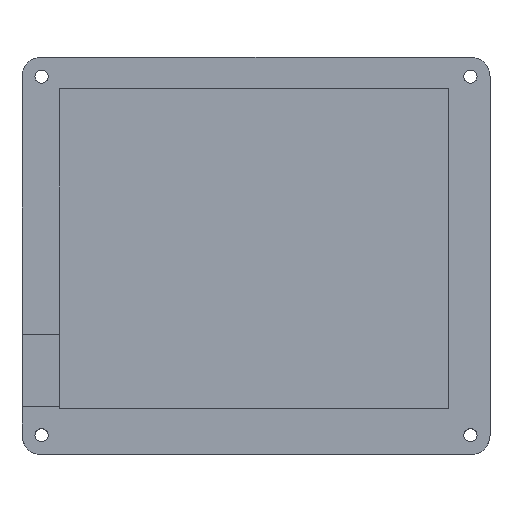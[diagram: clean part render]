
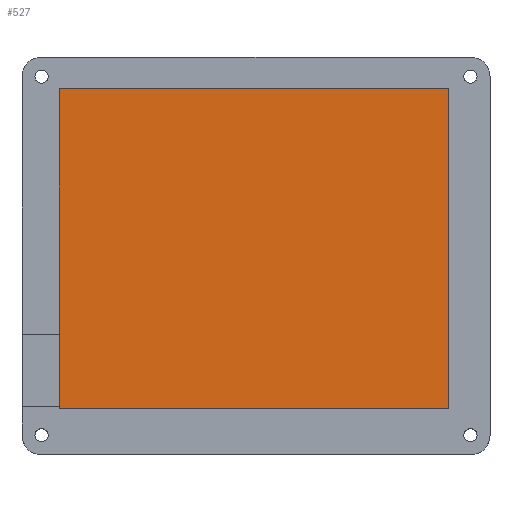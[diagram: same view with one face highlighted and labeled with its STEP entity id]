
A CAD part, top view. The second image highlights one B-rep face of the part: STEP entity #527.
In plain terms, the highlighted planar face has unit normal (0, 0, 1).
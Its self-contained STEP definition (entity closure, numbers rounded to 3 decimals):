
#37=PLANE('',#584);
#59=FACE_OUTER_BOUND('',#93,.T.);
#93=EDGE_LOOP('',(#421,#422,#423,#424));
#151=LINE('',#868,#199);
#152=LINE('',#870,#200);
#153=LINE('',#872,#201);
#154=LINE('',#873,#202);
#199=VECTOR('',#697,10.);
#200=VECTOR('',#698,10.);
#201=VECTOR('',#699,10.);
#202=VECTOR('',#700,10.);
#273=VERTEX_POINT('',#866);
#274=VERTEX_POINT('',#867);
#275=VERTEX_POINT('',#869);
#276=VERTEX_POINT('',#871);
#331=EDGE_CURVE('',#273,#274,#151,.T.);
#332=EDGE_CURVE('',#275,#273,#152,.T.);
#333=EDGE_CURVE('',#276,#275,#153,.T.);
#334=EDGE_CURVE('',#274,#276,#154,.T.);
#421=ORIENTED_EDGE('',*,*,#331,.F.);
#422=ORIENTED_EDGE('',*,*,#332,.F.);
#423=ORIENTED_EDGE('',*,*,#333,.F.);
#424=ORIENTED_EDGE('',*,*,#334,.F.);
#527=ADVANCED_FACE('',(#59),#37,.T.);
#584=AXIS2_PLACEMENT_3D('',#865,#695,#696);
#695=DIRECTION('center_axis',(0.,0.,1.));
#696=DIRECTION('ref_axis',(1.,0.,0.));
#697=DIRECTION('',(1.,0.,0.));
#698=DIRECTION('',(0.,1.,0.));
#699=DIRECTION('',(-1.,0.,0.));
#700=DIRECTION('',(0.,-1.,0.));
#865=CARTESIAN_POINT('Origin',(-49.83,40.837,3.));
#866=CARTESIAN_POINT('',(-99.659,81.674,3.));
#867=CARTESIAN_POINT('',(0.,81.674,3.));
#868=CARTESIAN_POINT('',(-74.744,81.674,3.));
#869=CARTESIAN_POINT('',(-99.659,0.,3.));
#870=CARTESIAN_POINT('',(-99.659,20.419,3.));
#871=CARTESIAN_POINT('',(0.,0.,3.));
#872=CARTESIAN_POINT('',(-24.915,0.,3.));
#873=CARTESIAN_POINT('',(0.,61.256,3.));
